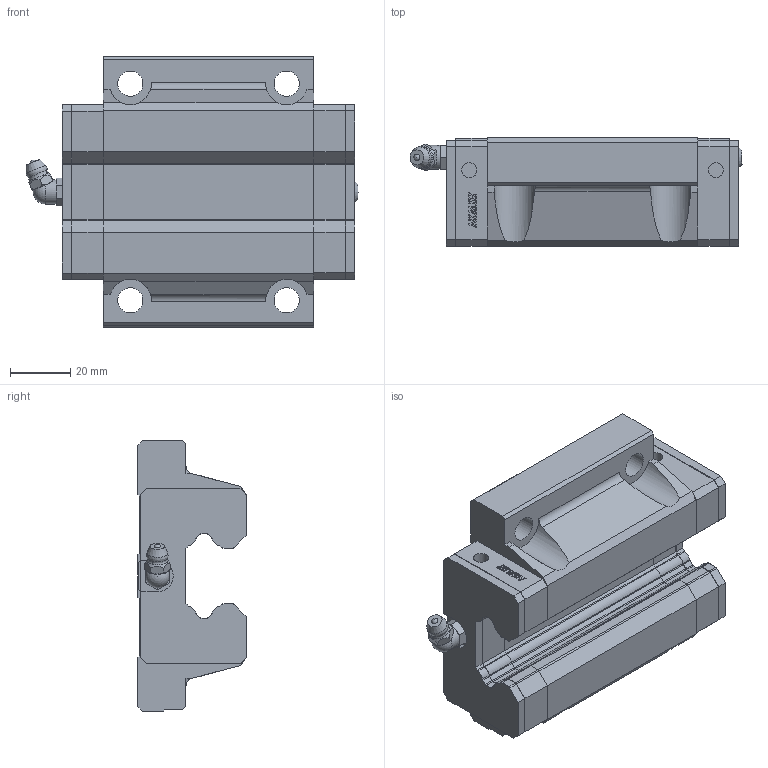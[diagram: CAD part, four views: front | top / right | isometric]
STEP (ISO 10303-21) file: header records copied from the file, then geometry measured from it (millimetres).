
FILE_DESCRIPTION(/* description */ (''),/* implementation_level */ '2;1');
FILE_NAME(/* name */ 'HGW30CAZ0C_GW202311001861.stp',/* time_stamp */ '2023-11-01T22:36:57+08:00',/* author */ ('Administrator'),/* organization */ (''),/* preprocessor_version */ 'ST-DEVELOPER v16.13',/* originating_system */ 'Autodesk Inventor 2018',/* authorisation */ '');
FILE_SCHEMA (('AUTOMOTIVE_DESIGN { 1 0 10303 214 3 1 1 }'));
Products named in the file (4): HGW30CAZ0C_GW202311001861; HGW30C_右封_temp; 34320001; M6H
Assembly tree (3 placements, depth 2):
  HGW30CAZ0C_GW202311001861
    HGW30C_右封_temp
    34320001
    M6H
Bounding box: 110.4 x 36 x 90 mm (x, y, z)
Volume: 193948.7 mm3; surface area: 46319.7 mm2
Topology: 7 solids, 8 shells, 720 faces, 1995 edges, 1310 vertices
Faces by surface type: plane 477, cylinder 193, cone 42, bspline 4, sphere 3, torus 1
Full cylindrical faces by diameter (mm): 1 x2, 2 x1, 5 x4, 6 x6, 7.3 x2, 8 x2, 8.376 x4
Entity records: 23127 total; most frequent: CARTESIAN_POINT 4398, ORIENTED_EDGE 3908, DIRECTION 3838, EDGE_CURVE 1954, LINE 1438, VECTOR 1438, VERTEX_POINT 1295, AXIS2_PLACEMENT_3D 1200
